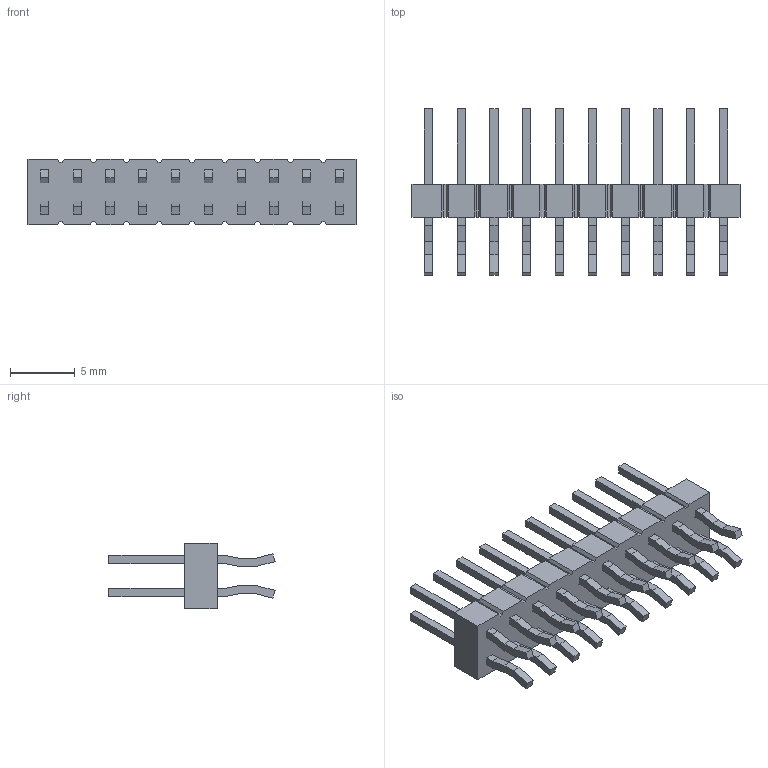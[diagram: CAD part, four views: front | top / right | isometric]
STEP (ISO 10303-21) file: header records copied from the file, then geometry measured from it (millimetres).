
FILE_DESCRIPTION(/* description */ ('STEP AP214'),/* implementation_level */ '2;1');
FILE_NAME(/* name */ 'TSM-110-01-L-EM',/* time_stamp */ '2023-04-07T19:50:04+02:00',/* author */ ('License CC BY-ND 4.0'),/* organization */ ('CADENAS'),/* preprocessor_version */ 'ST-DEVELOPER v19.3',/* originating_system */ 'PARTsolutions',/* authorisation */ ' ');
FILE_SCHEMA (('AUTOMOTIVE_DESIGN {1 0 10303 214 3 1 1}'));
Length unit declared in the file: inch
Products named in the file (3): TSM-110-01-L-EM; T-1S6-22(-01-10-EM); TSM-110-01-EM_body
Assembly tree (2 placements, depth 2):
  TSM-110-01-L-EM
    T-1S6-22(-01-10-EM)
    TSM-110-01-EM_body
Bounding box: 25.4 x 12.86 x 5.08 mm (x, y, z)
Volume: 414.7 mm3; surface area: 1336.7 mm2
Topology: 2 solids, 2 shells, 436 faces, 1296 edges, 864 vertices
Faces by surface type: plane 436
Entity records: 14458 total; most frequent: CARTESIAN_POINT 2599, ORIENTED_EDGE 2592, DIRECTION 2174, EDGE_CURVE 1296, LINE 1296, VECTOR 1296, VERTEX_POINT 864, EDGE_LOOP 476
